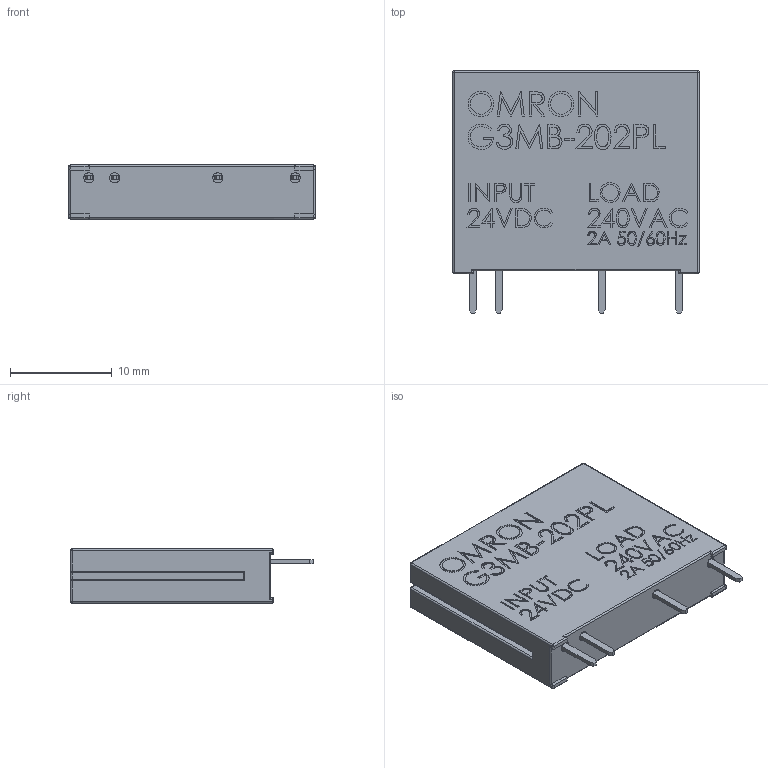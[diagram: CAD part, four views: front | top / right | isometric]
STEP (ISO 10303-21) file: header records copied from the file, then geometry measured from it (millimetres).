
FILE_DESCRIPTION (( 'STEP AP214' ), '1' );
FILE_NAME ('G3MB-202P-4 DC5.STEP', '2021-05-04T09:40:18', ( '' ), ( '' ), 'SwSTEP 2.0', 'SolidWorks 2018', '' );
FILE_SCHEMA (( 'AUTOMOTIVE_DESIGN' ));
Length unit declared in the file: millimetre
Products named in the file (1): G3MB-202P-4 DC5
Bounding box: 24.25 x 23.9 x 5.33 mm (x, y, z)
Volume: 2507.7 mm3; surface area: 1584.2 mm2
Topology: 1 solids, 1 shells, 658 faces, 1701 edges, 1106 vertices
Faces by surface type: plane 398, bspline 195, cylinder 51, sphere 12, torus 2
Entity records: 38297 total; most frequent: CARTESIAN_POINT 17539, ORIENTED_EDGE 3378, DIRECTION 2267, EDGE_CURVE 1689, VECTOR 1215, LINE 1215, VERTEX_POINT 1106, EDGE_LOOP 731
